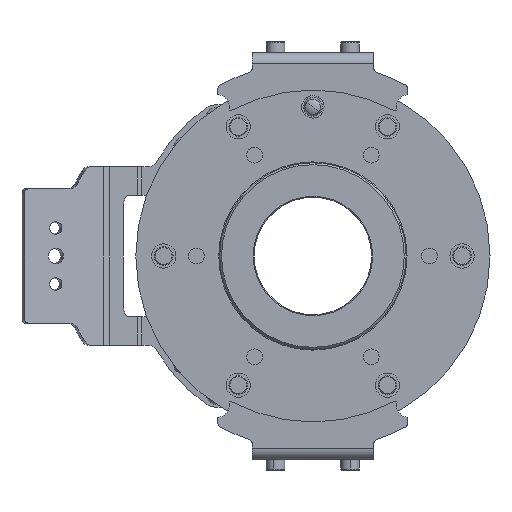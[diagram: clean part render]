
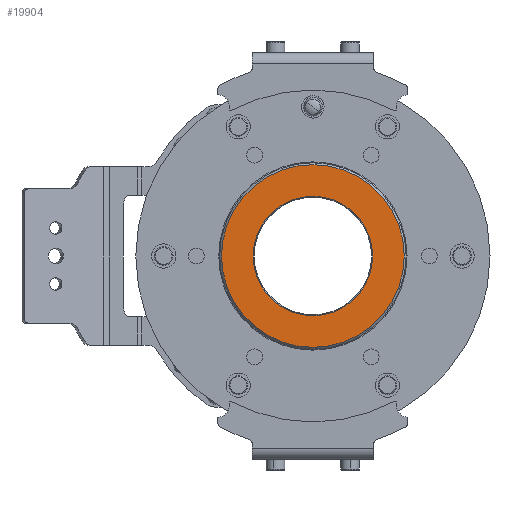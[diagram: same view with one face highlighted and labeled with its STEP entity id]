
A CAD part, left-side view. The second image highlights one B-rep face of the part: STEP entity #19904.
In plain terms, the highlighted planar face has unit normal (-1, 0, 0).
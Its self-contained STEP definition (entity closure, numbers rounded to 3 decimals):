
#937 = CARTESIAN_POINT ( 'NONE',  ( 2074., 0., 1895. ) ) ;
#1623 = FACE_OUTER_BOUND ( 'NONE', #12001, .T. ) ;
#1719 = CARTESIAN_POINT ( 'NONE',  ( 2074., 0., 1895. ) ) ;
#2545 = DIRECTION ( 'NONE',  ( 0., 0., 1. ) ) ;
#3003 = AXIS2_PLACEMENT_3D ( 'NONE', #6126, #6252, #6573 ) ;
#3308 = DIRECTION ( 'NONE',  ( 0., 0., 1. ) ) ;
#3417 = CIRCLE ( 'NONE', #6168, 49. ) ;
#3875 = EDGE_CURVE ( 'NONE', #8474, #15067, #12504, .T. ) ;
#4377 = CARTESIAN_POINT ( 'NONE',  ( 2074., 0., 1895. ) ) ;
#5039 = ORIENTED_EDGE ( 'NONE', *, *, #3875, .T. ) ;
#5293 = EDGE_CURVE ( 'NONE', #15067, #8474, #3417, .T. ) ;
#5978 = DIRECTION ( 'NONE',  ( 0., 0., 1. ) ) ;
#6073 = DIRECTION ( 'NONE',  ( 0., 0., 1. ) ) ;
#6126 = CARTESIAN_POINT ( 'NONE',  ( 2074., 0., 1895. ) ) ;
#6168 = AXIS2_PLACEMENT_3D ( 'NONE', #937, #11872, #2545 ) ;
#6252 = DIRECTION ( 'NONE',  ( -1., 0., 0. ) ) ;
#6573 = DIRECTION ( 'NONE',  ( 0., 0., 1. ) ) ;
#7606 = EDGE_CURVE ( 'NONE', #15122, #15964, #9952, .T. ) ;
#8474 = VERTEX_POINT ( 'NONE', #15812 ) ;
#9095 = AXIS2_PLACEMENT_3D ( 'NONE', #1719, #12638, #3308 ) ;
#9139 = PLANE ( 'NONE',  #14741 ) ;
#9952 = CIRCLE ( 'NONE', #19400, 32. ) ;
#10674 = CARTESIAN_POINT ( 'NONE',  ( 2074., 0., 1895. ) ) ;
#11320 = EDGE_LOOP ( 'NONE', ( #18072, #17803 ) ) ;
#11872 = DIRECTION ( 'NONE',  ( -1., 0., 0. ) ) ;
#12001 = EDGE_LOOP ( 'NONE', ( #5039, #16555 ) ) ;
#12504 = CIRCLE ( 'NONE', #3003, 49. ) ;
#12521 = CARTESIAN_POINT ( 'NONE',  ( 2074., 0., 1863. ) ) ;
#12638 = DIRECTION ( 'NONE',  ( 1., 0., 0. ) ) ;
#13113 = CIRCLE ( 'NONE', #9095, 32. ) ;
#13820 = CARTESIAN_POINT ( 'NONE',  ( 2074., 0., 1927. ) ) ;
#14741 = AXIS2_PLACEMENT_3D ( 'NONE', #10674, #15271, #6073 ) ;
#15067 = VERTEX_POINT ( 'NONE', #15374 ) ;
#15122 = VERTEX_POINT ( 'NONE', #12521 ) ;
#15177 = DIRECTION ( 'NONE',  ( 1., 0., 0. ) ) ;
#15271 = DIRECTION ( 'NONE',  ( -1., 0., 0. ) ) ;
#15374 = CARTESIAN_POINT ( 'NONE',  ( 2074., 0., 1944. ) ) ;
#15812 = CARTESIAN_POINT ( 'NONE',  ( 2074., 0., 1846. ) ) ;
#15964 = VERTEX_POINT ( 'NONE', #13820 ) ;
#16555 = ORIENTED_EDGE ( 'NONE', *, *, #5293, .T. ) ;
#17803 = ORIENTED_EDGE ( 'NONE', *, *, #7606, .T. ) ;
#18072 = ORIENTED_EDGE ( 'NONE', *, *, #19428, .T. ) ;
#18538 = FACE_BOUND ( 'NONE', #11320, .T. ) ;
#19400 = AXIS2_PLACEMENT_3D ( 'NONE', #4377, #15177, #5978 ) ;
#19428 = EDGE_CURVE ( 'NONE', #15964, #15122, #13113, .T. ) ;
#19904 = ADVANCED_FACE ( 'NONE', ( #1623, #18538 ), #9139, .T. ) ;
